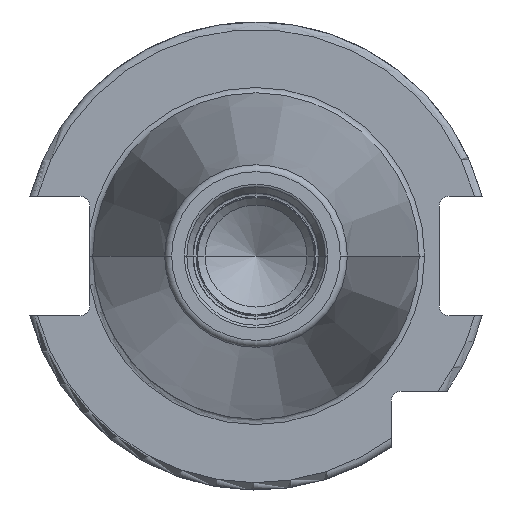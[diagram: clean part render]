
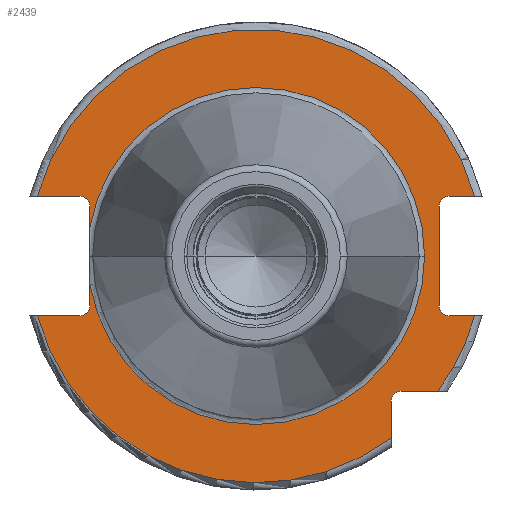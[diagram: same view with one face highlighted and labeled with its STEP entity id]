
A CAD part, left-side view. The second image highlights one B-rep face of the part: STEP entity #2439.
In plain terms, the highlighted planar face has unit normal (-1, 0, 0).
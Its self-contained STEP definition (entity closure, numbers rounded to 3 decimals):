
#105=CARTESIAN_POINT('',(3.2,22.55,-3.842));
#117=CARTESIAN_POINT('',(3.2,0.,0.));
#118=DIRECTION('',(-1.,0.,0.));
#119=DIRECTION('',(0.,0.986,-0.168));
#120=AXIS2_PLACEMENT_3D('',#117,#118,#119);
#135=CARTESIAN_POINT('',(3.2,23.9,-6.75));
#136=DIRECTION('',(1.,0.,0.));
#137=DIRECTION('',(0.,-1.,0.));
#138=AXIS2_PLACEMENT_3D('',#135,#136,#137);
#223=CARTESIAN_POINT('',(3.2,23.9,6.75));
#224=DIRECTION('',(1.,0.,0.));
#225=DIRECTION('',(0.,0.,1.));
#226=AXIS2_PLACEMENT_3D('',#223,#224,#225);
#268=CARTESIAN_POINT('',(3.2,-26.2,6.75));
#269=DIRECTION('',(1.,0.,0.));
#270=DIRECTION('',(0.,1.,0.));
#271=AXIS2_PLACEMENT_3D('',#268,#269,#270);
#286=CARTESIAN_POINT('',(3.2,-26.2,-6.75));
#287=DIRECTION('',(1.,0.,0.));
#288=DIRECTION('',(0.,0.,-1.));
#289=AXIS2_PLACEMENT_3D('',#286,#287,#288);
#353=DIRECTION('',(0.,0.,-1.));
#354=VECTOR('',#353,2.908);
#355=CARTESIAN_POINT('',(3.2,22.55,6.75));
#356=LINE('',#355,#354);
#357=DIRECTION('',(0.,-1.,0.));
#358=VECTOR('',#357,5.777);
#359=CARTESIAN_POINT('',(3.2,29.677,8.1));
#360=LINE('',#359,#358);
#361=CARTESIAN_POINT('',(3.2,0.,0.));
#362=DIRECTION('',(1.,0.,0.));
#363=DIRECTION('',(0.,0.965,0.263));
#364=AXIS2_PLACEMENT_3D('',#361,#362,#363);
#366=DIRECTION('',(0.,1.,0.));
#367=VECTOR('',#366,3.477);
#368=CARTESIAN_POINT('',(3.2,-29.677,8.1));
#369=LINE('',#368,#367);
#370=DIRECTION('',(0.,0.,1.));
#371=VECTOR('',#370,13.5);
#372=CARTESIAN_POINT('',(3.2,-24.85,-6.75));
#373=LINE('',#372,#371);
#374=DIRECTION('',(0.,1.,0.));
#375=VECTOR('',#374,3.477);
#376=CARTESIAN_POINT('',(3.2,-29.677,-8.1));
#377=LINE('',#376,#375);
#378=CARTESIAN_POINT('',(3.2,0.,0.));
#379=DIRECTION('',(-1.,0.,0.));
#380=DIRECTION('',(0.,-0.803,-0.597));
#381=AXIS2_PLACEMENT_3D('',#378,#379,#380);
#383=DIRECTION('',(0.,-1.,0.));
#384=VECTOR('',#383,4.99);
#385=CARTESIAN_POINT('',(3.2,-19.7,-18.35));
#386=LINE('',#385,#384);
#387=DIRECTION('',(0.,0.,1.));
#388=VECTOR('',#387,4.99);
#389=CARTESIAN_POINT('',(3.2,-18.35,-24.69));
#390=LINE('',#389,#388);
#391=CARTESIAN_POINT('',(3.2,0.,0.));
#392=DIRECTION('',(-1.,0.,0.));
#393=DIRECTION('',(0.,0.965,-0.263));
#394=AXIS2_PLACEMENT_3D('',#391,#392,#393);
#396=DIRECTION('',(0.,-1.,0.));
#397=VECTOR('',#396,5.777);
#398=CARTESIAN_POINT('',(3.2,29.677,-8.1));
#399=LINE('',#398,#397);
#400=DIRECTION('',(0.,0.,-1.));
#401=VECTOR('',#400,2.908);
#402=CARTESIAN_POINT('',(3.2,22.55,-3.842));
#403=LINE('',#402,#401);
#413=CARTESIAN_POINT('',(3.2,29.677,8.1));
#420=CARTESIAN_POINT('',(3.2,-29.677,8.1));
#840=CARTESIAN_POINT('',(3.2,29.677,-8.1));
#876=CARTESIAN_POINT('',(3.2,-29.677,-8.1));
#903=CARTESIAN_POINT('',(3.2,-19.7,-19.7));
#904=DIRECTION('',(1.,0.,0.));
#905=DIRECTION('',(0.,1.,0.));
#906=AXIS2_PLACEMENT_3D('',#903,#904,#905);
#974=CARTESIAN_POINT('',(3.2,22.55,3.842));
#985=CARTESIAN_POINT('',(3.2,0.,0.));
#986=DIRECTION('',(1.,0.,0.));
#987=DIRECTION('',(0.,0.986,0.168));
#988=AXIS2_PLACEMENT_3D('',#985,#986,#987);
#1602=CARTESIAN_POINT('',(3.2,-22.875,0.));
#1604=VERTEX_POINT('',#1602);
#1744=VERTEX_POINT('',#974);
#1746=VERTEX_POINT('',#105);
#1749=VERTEX_POINT('',#413);
#1750=VERTEX_POINT('',#420);
#1753=VERTEX_POINT('',#840);
#1754=VERTEX_POINT('',#876);
#1769=CARTESIAN_POINT('',(3.2,-18.35,-24.69));
#1770=VERTEX_POINT('',#1769);
#1772=CARTESIAN_POINT('',(3.2,23.9,-8.1));
#1774=VERTEX_POINT('',#1772);
#1776=CARTESIAN_POINT('',(3.2,23.9,8.1));
#1778=VERTEX_POINT('',#1776);
#1780=CARTESIAN_POINT('',(3.2,-24.85,-6.75));
#1782=VERTEX_POINT('',#1780);
#1784=CARTESIAN_POINT('',(3.2,-26.2,-8.1));
#1786=VERTEX_POINT('',#1784);
#1788=CARTESIAN_POINT('',(3.2,-26.2,8.1));
#1790=VERTEX_POINT('',#1788);
#1792=CARTESIAN_POINT('',(3.2,-24.85,6.75));
#1794=VERTEX_POINT('',#1792);
#1801=CARTESIAN_POINT('',(3.2,22.55,6.75));
#1802=VERTEX_POINT('',#1801);
#1803=CARTESIAN_POINT('',(3.2,22.55,-6.75));
#1804=VERTEX_POINT('',#1803);
#1805=CARTESIAN_POINT('',(3.2,-19.7,-18.35));
#1806=CARTESIAN_POINT('',(3.2,-24.69,-18.35));
#1807=VERTEX_POINT('',#1805);
#1808=VERTEX_POINT('',#1806);
#1809=CARTESIAN_POINT('',(3.2,-18.35,-19.7));
#1810=VERTEX_POINT('',#1809);
#2406=CARTESIAN_POINT('',(3.2,0.,0.));
#2407=DIRECTION('',(1.,0.,0.));
#2408=DIRECTION('',(0.,-1.,0.));
#2409=AXIS2_PLACEMENT_3D('',#2406,#2407,#2408);
#2410=PLANE('',#2409);
#2411=ORIENTED_EDGE('',*,*,#2070,.F.);
#2412=ORIENTED_EDGE('',*,*,#2181,.F.);
#2413=ORIENTED_EDGE('',*,*,#2215,.F.);
#2415=ORIENTED_EDGE('',*,*,#2414,.T.);
#2416=ORIENTED_EDGE('',*,*,#2241,.T.);
#2417=ORIENTED_EDGE('',*,*,#2277,.F.);
#2418=ORIENTED_EDGE('',*,*,#2289,.F.);
#2419=ORIENTED_EDGE('',*,*,#2305,.F.);
#2420=ORIENTED_EDGE('',*,*,#2339,.F.);
#2422=ORIENTED_EDGE('',*,*,#2421,.F.);
#2424=ORIENTED_EDGE('',*,*,#2423,.F.);
#2426=ORIENTED_EDGE('',*,*,#2425,.F.);
#2428=ORIENTED_EDGE('',*,*,#2427,.F.);
#2430=ORIENTED_EDGE('',*,*,#2429,.F.);
#2431=ORIENTED_EDGE('',*,*,#2379,.T.);
#2432=ORIENTED_EDGE('',*,*,#2090,.F.);
#2433=ORIENTED_EDGE('',*,*,#2075,.F.);
#2434=ORIENTED_EDGE('',*,*,#2052,.T.);
#2436=ORIENTED_EDGE('',*,*,#2435,.F.);
#2437=EDGE_LOOP('',(#2411,#2412,#2413,#2415,#2416,#2417,#2418,#2419,#2420,#2422,
#2424,#2426,#2428,#2430,#2431,#2432,#2433,#2434,#2436));
#2438=FACE_OUTER_BOUND('',#2437,.F.);
#2439=ADVANCED_FACE('',(#2438),#2410,.F.);
#121=CIRCLE('',#120,22.875);
#139=CIRCLE('',#138,1.35);
#227=CIRCLE('',#226,1.35);
#272=CIRCLE('',#271,1.35);
#290=CIRCLE('',#289,1.35);
#365=CIRCLE('',#364,30.763);
#382=CIRCLE('',#381,30.763);
#395=CIRCLE('',#394,30.763);
#907=CIRCLE('',#906,1.35);
#989=CIRCLE('',#988,22.875);
#2052=EDGE_CURVE('',#1746,#1604,#121,.T.);
#2070=EDGE_CURVE('',#1802,#1744,#356,.T.);
#2075=EDGE_CURVE('',#1746,#1804,#403,.T.);
#2090=EDGE_CURVE('',#1804,#1774,#139,.T.);
#2181=EDGE_CURVE('',#1778,#1802,#227,.T.);
#2215=EDGE_CURVE('',#1749,#1778,#360,.T.);
#2241=EDGE_CURVE('',#1750,#1790,#369,.T.);
#2277=EDGE_CURVE('',#1794,#1790,#272,.T.);
#2289=EDGE_CURVE('',#1782,#1794,#373,.T.);
#2305=EDGE_CURVE('',#1786,#1782,#290,.T.);
#2339=EDGE_CURVE('',#1754,#1786,#377,.T.);
#2379=EDGE_CURVE('',#1753,#1774,#399,.T.);
#2414=EDGE_CURVE('',#1749,#1750,#365,.T.);
#2421=EDGE_CURVE('',#1808,#1754,#382,.T.);
#2423=EDGE_CURVE('',#1807,#1808,#386,.T.);
#2425=EDGE_CURVE('',#1810,#1807,#907,.T.);
#2427=EDGE_CURVE('',#1770,#1810,#390,.T.);
#2429=EDGE_CURVE('',#1753,#1770,#395,.T.);
#2435=EDGE_CURVE('',#1744,#1604,#989,.T.);
